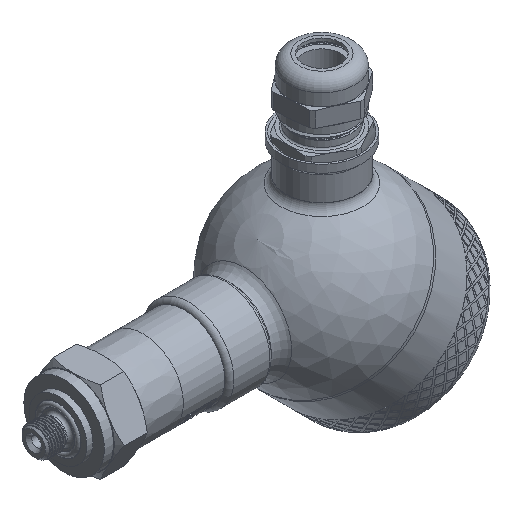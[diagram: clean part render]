
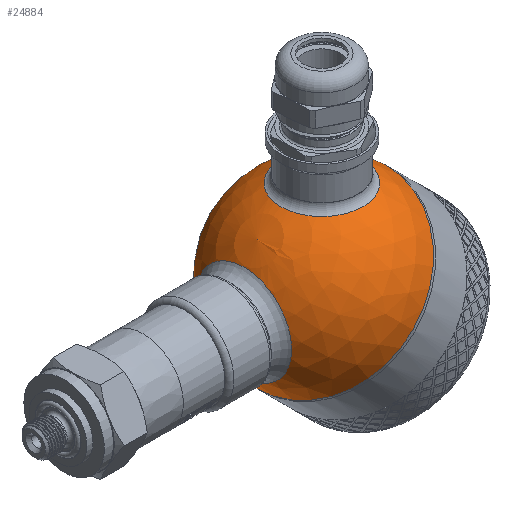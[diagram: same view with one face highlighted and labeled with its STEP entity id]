
A CAD part, isometric view. The second image highlights one B-rep face of the part: STEP entity #24884.
In plain terms, the highlighted spherical face has radius 30 mm.
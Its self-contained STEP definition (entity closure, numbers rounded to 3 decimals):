
#136=SPHERICAL_SURFACE('',#26482,30.);
#1117=FACE_BOUND('',#3724,.T.);
#1118=FACE_BOUND('',#3725,.T.);
#2086=FACE_OUTER_BOUND('',#3723,.T.);
#3723=EDGE_LOOP('',(#17978,#17979,#17980,#17981));
#3724=EDGE_LOOP('',(#17982));
#3725=EDGE_LOOP('',(#17983));
#5246=CIRCLE('',#26405,30.);
#5247=CIRCLE('',#26406,30.);
#5274=CIRCLE('',#26478,13.5);
#5277=CIRCLE('',#26483,30.);
#5278=CIRCLE('',#26484,15.643);
#9685=VERTEX_POINT('',#34360);
#9686=VERTEX_POINT('',#34362);
#10161=VERTEX_POINT('',#40424);
#10163=VERTEX_POINT('',#40431);
#10164=VERTEX_POINT('',#40433);
#12370=EDGE_CURVE('',#9685,#9686,#5246,.T.);
#12371=EDGE_CURVE('',#9686,#9685,#5247,.T.);
#13086=EDGE_CURVE('',#10161,#10161,#5274,.T.);
#13089=EDGE_CURVE('',#9686,#10163,#5277,.T.);
#13090=EDGE_CURVE('',#10164,#10164,#5278,.T.);
#17978=ORIENTED_EDGE('',*,*,#12371,.F.);
#17979=ORIENTED_EDGE('',*,*,#13089,.T.);
#17980=ORIENTED_EDGE('',*,*,#13089,.F.);
#17981=ORIENTED_EDGE('',*,*,#12370,.F.);
#17982=ORIENTED_EDGE('',*,*,#13090,.F.);
#17983=ORIENTED_EDGE('',*,*,#13086,.F.);
#24884=ADVANCED_FACE('',(#2086,#1117,#1118),#136,.T.);
#26405=AXIS2_PLACEMENT_3D('',#34363,#27835,#27836);
#26406=AXIS2_PLACEMENT_3D('',#34364,#27837,#27838);
#26478=AXIS2_PLACEMENT_3D('',#40425,#28233,#28234);
#26482=AXIS2_PLACEMENT_3D('',#40430,#28241,#28242);
#26483=AXIS2_PLACEMENT_3D('',#40432,#28243,#28244);
#26484=AXIS2_PLACEMENT_3D('',#40434,#28245,#28246);
#27835=DIRECTION('center_axis',(1.,0.,0.));
#27836=DIRECTION('ref_axis',(0.,1.,0.));
#27837=DIRECTION('center_axis',(1.,0.,0.));
#27838=DIRECTION('ref_axis',(0.,1.,0.));
#28233=DIRECTION('center_axis',(-0.707,0.,-0.707));
#28234=DIRECTION('ref_axis',(-0.707,0.,0.707));
#28241=DIRECTION('center_axis',(1.,0.,0.));
#28242=DIRECTION('ref_axis',(0.,-1.,0.));
#28243=DIRECTION('center_axis',(0.,0.,1.));
#28244=DIRECTION('ref_axis',(0.,1.,0.));
#28245=DIRECTION('center_axis',(-0.707,0.,0.707));
#28246=DIRECTION('ref_axis',(0.707,0.,0.707));
#34360=CARTESIAN_POINT('',(0.,-30.,0.));
#34362=CARTESIAN_POINT('',(0.,30.,0.));
#34363=CARTESIAN_POINT('Origin',(0.,0.,0.));
#34364=CARTESIAN_POINT('Origin',(0.,0.,0.));
#40424=CARTESIAN_POINT('',(-9.398,0.,-28.49));
#40425=CARTESIAN_POINT('Origin',(-18.944,0.,-18.944));
#40430=CARTESIAN_POINT('Origin',(0.,0.,0.));
#40431=CARTESIAN_POINT('',(-30.,0.,0.));
#40432=CARTESIAN_POINT('Origin',(0.,0.,0.));
#40433=CARTESIAN_POINT('',(-29.162,0.,7.04));
#40434=CARTESIAN_POINT('Origin',(-18.101,0.,18.101));
